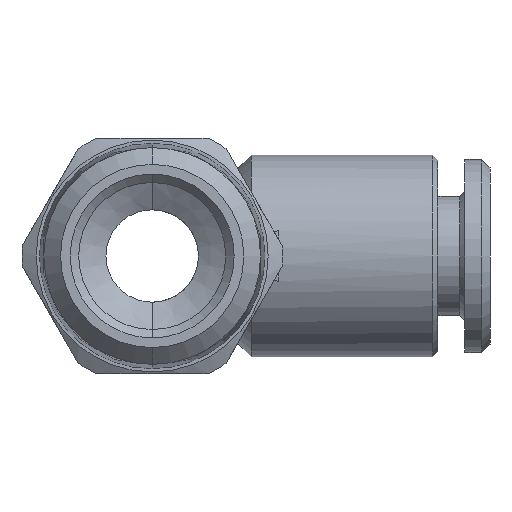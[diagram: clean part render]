
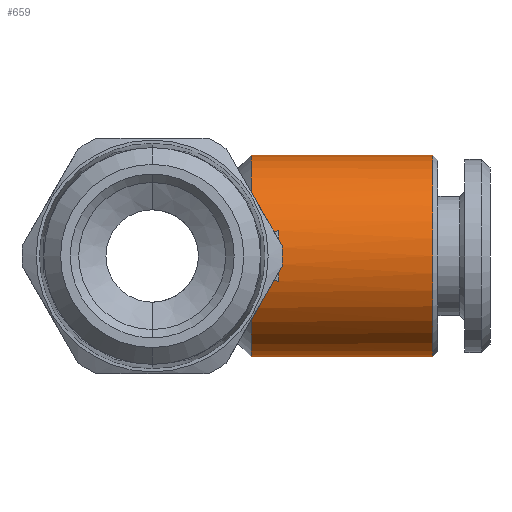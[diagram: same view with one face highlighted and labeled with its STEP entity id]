
A CAD part, front view. The second image highlights one B-rep face of the part: STEP entity #659.
In plain terms, the highlighted cylindrical face has radius 6 mm (diameter 12 mm), a partial arc.
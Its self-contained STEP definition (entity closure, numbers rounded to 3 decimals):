
#63 =( BOUNDED_CURVE ( )  B_SPLINE_CURVE ( 3, ( #65, #68, #67, #64 ),
 .UNSPECIFIED., .F., .T. ) 
 B_SPLINE_CURVE_WITH_KNOTS ( ( 4, 4 ),
 ( 4.46, 4.516 ),
 .UNSPECIFIED. ) 
 CURVE ( )  GEOMETRIC_REPRESENTATION_ITEM ( )  RATIONAL_B_SPLINE_CURVE ( ( 1., 1., 1., 1. ) ) 
 REPRESENTATION_ITEM ( '' )  );
#64 = CARTESIAN_POINT ( 'NONE',  ( 5.9, -5.884, -1.174 ) ) ;
#65 = CARTESIAN_POINT ( 'NONE',  ( 7.543, -5.809, -1.5 ) ) ;
#67 = CARTESIAN_POINT ( 'NONE',  ( 6.451, -5.862, -1.283 ) ) ;
#68 = CARTESIAN_POINT ( 'NONE',  ( 6.999, -5.837, -1.392 ) ) ;
#222 = CARTESIAN_POINT ( 'NONE',  ( 7.543, -5.809, -1.5 ) ) ;
#489 = CARTESIAN_POINT ( 'NONE',  ( 16.7, 0., -6. ) ) ;
#533 = DIRECTION ( 'NONE',  ( -1., 0., 0. ) ) ;
#534 = VECTOR ( 'NONE', #533, 1000. ) ;
#535 = CARTESIAN_POINT ( 'NONE',  ( -3.45, 0., 6. ) ) ;
#536 = LINE ( 'NONE', #535, #534 ) ;
#549 = CIRCLE ( 'NONE', #563, 6. ) ;
#557 = CARTESIAN_POINT ( 'NONE',  ( 5.9, 0., 6. ) ) ;
#559 = CARTESIAN_POINT ( 'NONE',  ( 5.9, 0., 0. ) ) ;
#563 = AXIS2_PLACEMENT_3D ( 'NONE', #559, #569, #568 ) ;
#568 = DIRECTION ( 'NONE',  ( 0., 0., 1. ) ) ;
#569 = DIRECTION ( 'NONE',  ( -1., 0., 0. ) ) ;
#571 = CARTESIAN_POINT ( 'NONE',  ( 16.7, 0., 6. ) ) ;
#586 = CARTESIAN_POINT ( 'NONE',  ( 5.9, 0., -6. ) ) ;
#591 = CARTESIAN_POINT ( 'NONE',  ( 5.9, -5.884, -1.174 ) ) ;
#655 = EDGE_LOOP ( 'NONE', ( #805, #806, #808, #809, #810, #822, #666, #826 ) ) ;
#659 = ADVANCED_FACE ( 'NONE', ( #1909 ), #1904, .T. ) ;
#666 = ORIENTED_EDGE ( 'NONE', *, *, #883, .T. ) ;
#668 = EDGE_CURVE ( 'NONE', #677, #1537, #1847, .T. ) ;
#677 = VERTEX_POINT ( 'NONE', #1798 ) ;
#721 = EDGE_CURVE ( 'NONE', #1773, #677, #2330, .T. ) ;
#805 = ORIENTED_EDGE ( 'NONE', *, *, #1601, .F. ) ;
#806 = ORIENTED_EDGE ( 'NONE', *, *, #807, .T. ) ;
#807 = EDGE_CURVE ( 'NONE', #1504, #1530, #2023, .T. ) ;
#808 = ORIENTED_EDGE ( 'NONE', *, *, #1522, .T. ) ;
#809 = ORIENTED_EDGE ( 'NONE', *, *, #668, .F. ) ;
#810 = ORIENTED_EDGE ( 'NONE', *, *, #721, .F. ) ;
#822 = ORIENTED_EDGE ( 'NONE', *, *, #1735, .T. ) ;
#826 = ORIENTED_EDGE ( 'NONE', *, *, #1532, .F. ) ;
#883 = EDGE_CURVE ( 'NONE', #1356, #1541, #63, .T. ) ;
#1356 = VERTEX_POINT ( 'NONE', #222 ) ;
#1504 = VERTEX_POINT ( 'NONE', #489 ) ;
#1522 = EDGE_CURVE ( 'NONE', #1530, #1537, #536, .T. ) ;
#1530 = VERTEX_POINT ( 'NONE', #571 ) ;
#1532 = EDGE_CURVE ( 'NONE', #1547, #1541, #549, .T. ) ;
#1537 = VERTEX_POINT ( 'NONE', #557 ) ;
#1541 = VERTEX_POINT ( 'NONE', #591 ) ;
#1547 = VERTEX_POINT ( 'NONE', #586 ) ;
#1601 = EDGE_CURVE ( 'NONE', #1504, #1547, #2180, .T. ) ;
#1735 = EDGE_CURVE ( 'NONE', #1773, #1356, #2532, .T. ) ;
#1773 = VERTEX_POINT ( 'NONE', #2603 ) ;
#1798 = CARTESIAN_POINT ( 'NONE',  ( 5.9, -5.884, 1.174 ) ) ;
#1812 = DIRECTION ( 'NONE',  ( 0., 0., 1. ) ) ;
#1844 = DIRECTION ( 'NONE',  ( -1., 0., 0. ) ) ;
#1845 = CARTESIAN_POINT ( 'NONE',  ( 5.9, 0., 0. ) ) ;
#1846 = AXIS2_PLACEMENT_3D ( 'NONE', #1845, #1844, #1812 ) ;
#1847 = CIRCLE ( 'NONE', #1846, 6. ) ;
#1849 = DIRECTION ( 'NONE',  ( 0., 0., 1. ) ) ;
#1904 = CYLINDRICAL_SURFACE ( 'NONE', #1906, 6. ) ;
#1905 = CARTESIAN_POINT ( 'NONE',  ( -3.45, 0., 0. ) ) ;
#1906 = AXIS2_PLACEMENT_3D ( 'NONE', #1905, #1908, #1849 ) ;
#1908 = DIRECTION ( 'NONE',  ( -1., 0., 0. ) ) ;
#1909 = FACE_OUTER_BOUND ( 'NONE', #655, .T. ) ;
#2022 = CARTESIAN_POINT ( 'NONE',  ( 16.7, 0., 0. ) ) ;
#2023 = CIRCLE ( 'NONE', #2034, 6. ) ;
#2032 = DIRECTION ( 'NONE',  ( 0., 0., 1. ) ) ;
#2033 = DIRECTION ( 'NONE',  ( -1., 0., 0. ) ) ;
#2034 = AXIS2_PLACEMENT_3D ( 'NONE', #2022, #2033, #2032 ) ;
#2180 = LINE ( 'NONE', #2194, #2193 ) ;
#2188 = DIRECTION ( 'NONE',  ( -1., 0., 0. ) ) ;
#2193 = VECTOR ( 'NONE', #2188, 1000. ) ;
#2194 = CARTESIAN_POINT ( 'NONE',  ( -3.45, 0., -6. ) ) ;
#2326 = CARTESIAN_POINT ( 'NONE',  ( 5.9, -5.884, 1.174 ) ) ;
#2327 = CARTESIAN_POINT ( 'NONE',  ( 6.451, -5.862, 1.283 ) ) ;
#2328 = CARTESIAN_POINT ( 'NONE',  ( 6.999, -5.837, 1.392 ) ) ;
#2329 = CARTESIAN_POINT ( 'NONE',  ( 7.543, -5.809, 1.5 ) ) ;
#2330 =( BOUNDED_CURVE ( )  B_SPLINE_CURVE ( 3, ( #2329, #2328, #2327, #2326 ),
 .UNSPECIFIED., .F., .T. ) 
 B_SPLINE_CURVE_WITH_KNOTS ( ( 4, 4 ),
 ( 4.46, 4.516 ),
 .UNSPECIFIED. ) 
 CURVE ( )  GEOMETRIC_REPRESENTATION_ITEM ( )  RATIONAL_B_SPLINE_CURVE ( ( 1., 1., 1., 1. ) ) 
 REPRESENTATION_ITEM ( '' )  );
#2532 = B_SPLINE_CURVE_WITH_KNOTS ( 'NONE', 3,
 ( #2537, #2553, #2552, #2551, #2550, #2539, #2538, #2549 ),
 .UNSPECIFIED., .F., .F.,
 ( 4, 2, 2, 4 ),
 ( 0., 0.002, 0.003, 0.003 ),
 .UNSPECIFIED. ) ;
#2537 = CARTESIAN_POINT ( 'NONE',  ( 7.543, -5.809, 1.5 ) ) ;
#2538 = CARTESIAN_POINT ( 'NONE',  ( 7.527, -5.873, -1.255 ) ) ;
#2539 = CARTESIAN_POINT ( 'NONE',  ( 7.517, -5.92, -1.008 ) ) ;
#2549 = CARTESIAN_POINT ( 'NONE',  ( 7.543, -5.809, -1.5 ) ) ;
#2550 = CARTESIAN_POINT ( 'NONE',  ( 7.503, -5.984, -0.507 ) ) ;
#2551 = CARTESIAN_POINT ( 'NONE',  ( 7.5, -6., -0.252 ) ) ;
#2552 = CARTESIAN_POINT ( 'NONE',  ( 7.5, -6., 0.512 ) ) ;
#2553 = CARTESIAN_POINT ( 'NONE',  ( 7.511, -5.936, 1.011 ) ) ;
#2603 = CARTESIAN_POINT ( 'NONE',  ( 7.543, -5.809, 1.5 ) ) ;
